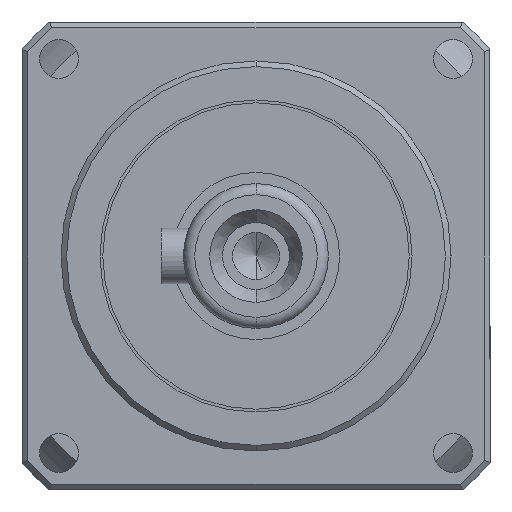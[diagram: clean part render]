
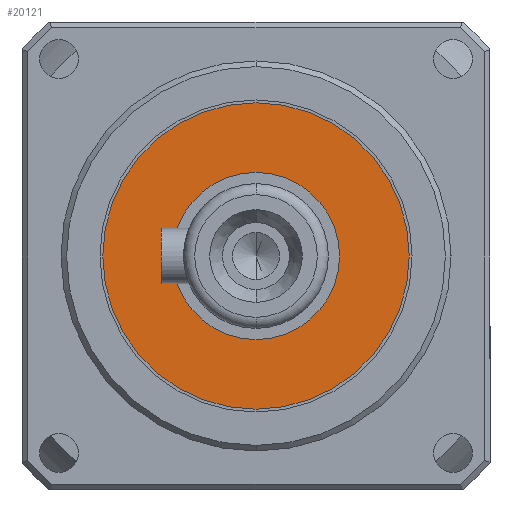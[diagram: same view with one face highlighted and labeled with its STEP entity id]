
A CAD part, left-side view. The second image highlights one B-rep face of the part: STEP entity #20121.
In plain terms, the highlighted planar face has unit normal (-1, 0, 0).
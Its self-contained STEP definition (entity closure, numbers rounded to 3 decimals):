
#493 = CARTESIAN_POINT ( 'NONE',  ( 23., 0., -7.5 ) ) ;
#1032 = DIRECTION ( 'NONE',  ( 1., 0., 0. ) ) ;
#1080 = EDGE_LOOP ( 'NONE', ( #17414, #10578 ) ) ;
#2038 = DIRECTION ( 'NONE',  ( -1., 0., 0. ) ) ;
#2527 = DIRECTION ( 'NONE',  ( 0., 0., 1. ) ) ;
#3188 = CARTESIAN_POINT ( 'NONE',  ( 23., 0., -7.5 ) ) ;
#3791 = VERTEX_POINT ( 'NONE', #493 ) ;
#4142 = CARTESIAN_POINT ( 'NONE',  ( 23., 0., 0. ) ) ;
#4517 = CIRCLE ( 'NONE', #14396, 7.5 ) ;
#4661 = DIRECTION ( 'NONE',  ( -1., 0., 0. ) ) ;
#5344 = ORIENTED_EDGE ( 'NONE', *, *, #15540, .F. ) ;
#5746 = CIRCLE ( 'NONE', #20534, 13.75 ) ;
#6245 = AXIS2_PLACEMENT_3D ( 'NONE', #11724, #9615, #7427 ) ;
#6631 = DIRECTION ( 'NONE',  ( 0., 0., 1. ) ) ;
#6817 = CARTESIAN_POINT ( 'NONE',  ( 23., 0., 0. ) ) ;
#7067 = VERTEX_POINT ( 'NONE', #19851 ) ;
#7365 = EDGE_CURVE ( 'NONE', #10851, #7067, #20720, .T. ) ;
#7427 = DIRECTION ( 'NONE',  ( 0., 0., 1. ) ) ;
#7754 = CARTESIAN_POINT ( 'NONE',  ( 23., 0., 7.5 ) ) ;
#8760 = DIRECTION ( 'NONE',  ( -1., 0., 0. ) ) ;
#9029 = CIRCLE ( 'NONE', #14879, 7.5 ) ;
#9615 = DIRECTION ( 'NONE',  ( -1., 0., 0. ) ) ;
#10578 = ORIENTED_EDGE ( 'NONE', *, *, #7365, .T. ) ;
#10851 = VERTEX_POINT ( 'NONE', #15680 ) ;
#10896 = CARTESIAN_POINT ( 'NONE',  ( 23., 0., 0. ) ) ;
#11724 = CARTESIAN_POINT ( 'NONE',  ( 23., 0., 0. ) ) ;
#11726 = PLANE ( 'NONE',  #18281 ) ;
#11839 = VERTEX_POINT ( 'NONE', #7754 ) ;
#14396 = AXIS2_PLACEMENT_3D ( 'NONE', #10896, #8760, #6631 ) ;
#14879 = AXIS2_PLACEMENT_3D ( 'NONE', #6817, #4661, #2527 ) ;
#14940 = EDGE_CURVE ( 'NONE', #7067, #10851, #5746, .T. ) ;
#15540 = EDGE_CURVE ( 'NONE', #3791, #11839, #9029, .T. ) ;
#15680 = CARTESIAN_POINT ( 'NONE',  ( 23., 0., -13.75 ) ) ;
#16154 = FACE_OUTER_BOUND ( 'NONE', #1080, .T. ) ;
#16420 = ORIENTED_EDGE ( 'NONE', *, *, #17671, .F. ) ;
#16672 = FACE_BOUND ( 'NONE', #19381, .T. ) ;
#17414 = ORIENTED_EDGE ( 'NONE', *, *, #14940, .T. ) ;
#17671 = EDGE_CURVE ( 'NONE', #11839, #3791, #4517, .T. ) ;
#18281 = AXIS2_PLACEMENT_3D ( 'NONE', #3188, #1032, #19712 ) ;
#19381 = EDGE_LOOP ( 'NONE', ( #16420, #5344 ) ) ;
#19712 = DIRECTION ( 'NONE',  ( 0., 0., -1. ) ) ;
#19851 = CARTESIAN_POINT ( 'NONE',  ( 23., 0., 13.75 ) ) ;
#20121 = ADVANCED_FACE ( 'NONE', ( #16672, #16154 ), #11726, .F. ) ;
#20534 = AXIS2_PLACEMENT_3D ( 'NONE', #4142, #2038, #20740 ) ;
#20720 = CIRCLE ( 'NONE', #6245, 13.75 ) ;
#20740 = DIRECTION ( 'NONE',  ( 0., 0., 1. ) ) ;
